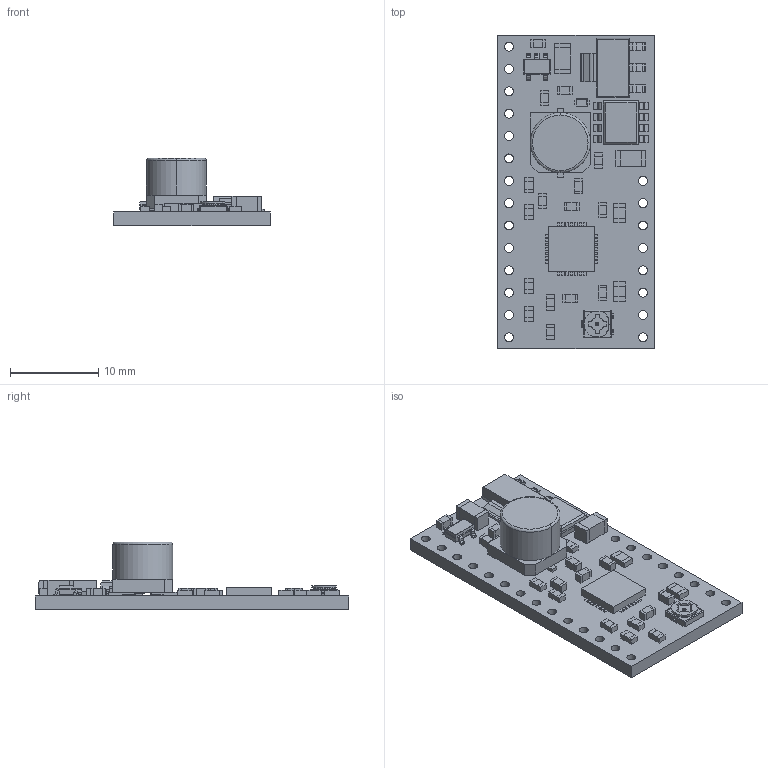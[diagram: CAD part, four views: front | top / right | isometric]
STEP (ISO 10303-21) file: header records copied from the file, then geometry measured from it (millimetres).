
FILE_DESCRIPTION (( 'STEP AP214' ), '1' );
FILE_NAME ('a4988-stepper-motor-driver-carrier-with-voltage-regulators.step', '2016-11-08T23:26:38', ( '' ), ( '' ), 'SwSTEP 2.0', 'SolidWorks 2016', '' );
FILE_SCHEMA (( 'AUTOMOTIVE_DESIGN' ));
Length unit declared in the file: millimetre
Products named in the file (1): a4988-stepper-motor-driver-carrier-with-voltage-regulators
Bounding box: 17.78 x 35.56 x 7.67 mm (x, y, z)
Volume: 1347.6 mm3; surface area: 2158.4 mm2
Topology: 1 solids, 1 shells, 1221 faces, 3365 edges, 2168 vertices
Faces by surface type: plane 897, bspline 163, cylinder 149, torus 8, sphere 4
Entity records: 57490 total; most frequent: CARTESIAN_POINT 13694, ORIENTED_EDGE 6722, DIRECTION 5445, EDGE_CURVE 3361, LINE 2727, VECTOR 2727, VERTEX_POINT 2168, EDGE_LOOP 1375
